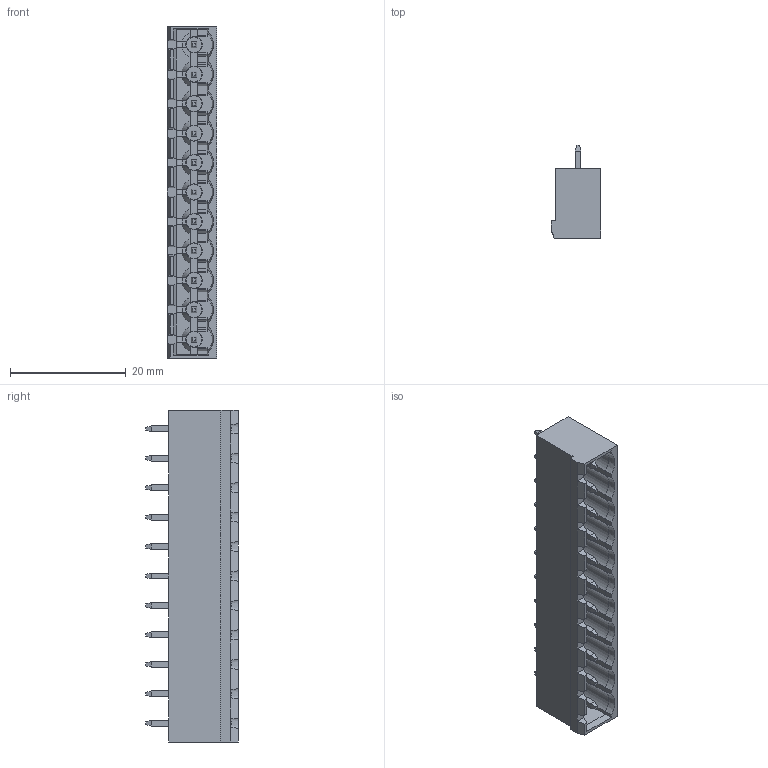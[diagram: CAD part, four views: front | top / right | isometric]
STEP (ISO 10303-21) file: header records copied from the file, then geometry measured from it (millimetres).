
FILE_DESCRIPTION((''),'2;1');
FILE_NAME('WJ2EDGVC-508-11P','2017-03-16T',('QZY'),(''),'CREO PARAMETRIC BY PTC INC, 2014440','CREO PARAMETRIC BY PTC INC, 2014440','');
FILE_SCHEMA(('CONFIG_CONTROL_DESIGN'));
Length unit declared in the file: millimetre
Products named in the file (1): WJ2EDGVC-508-11P
Bounding box: 8.5 x 16 x 57.28 mm (x, y, z)
Volume: 2238.4 mm3; surface area: 4996 mm2
Topology: 1 solids, 1 shells, 926 faces, 2415 edges, 1491 vertices
Faces by surface type: plane 804, cone 53, cylinder 47, sphere 22
Entity records: 27666 total; most frequent: CARTESIAN_POINT 5099, ORIENTED_EDGE 4786, DIRECTION 4438, EDGE_CURVE 2393, VECTOR 2076, LINE 2076, VERTEX_POINT 1491, AXIS2_PLACEMENT_3D 1181
